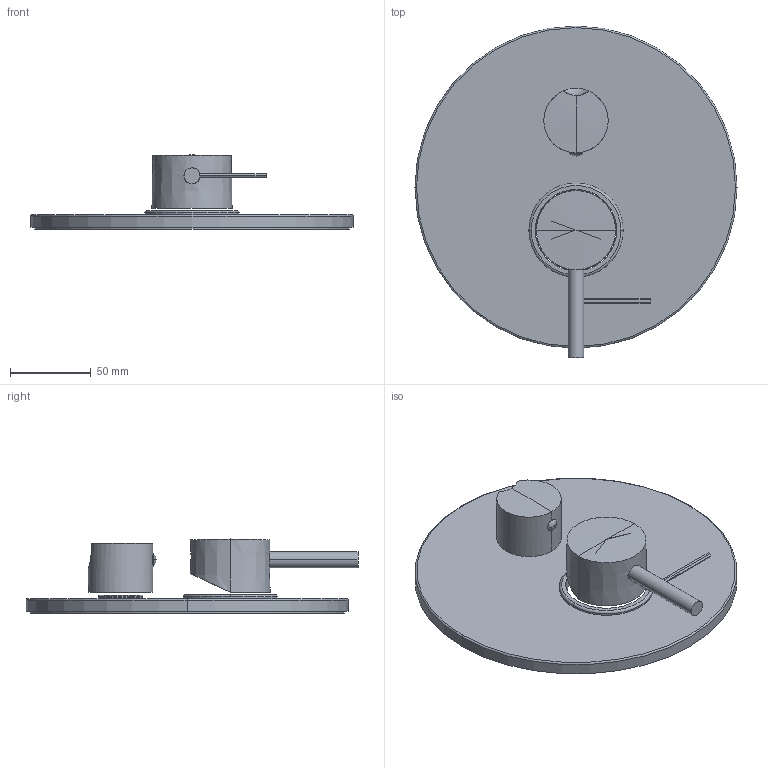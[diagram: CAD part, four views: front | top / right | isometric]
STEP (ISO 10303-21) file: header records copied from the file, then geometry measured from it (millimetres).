
FILE_DESCRIPTION((''),'2;1');
FILE_NAME('SK018CREST_ASM','2021-02-02T15:41:46',('stefano.gianpani'),('PAFFONI SpA'),'CREO PARAMETRIC BY PTC INC, 2020044','CREO PARAMETRIC BY PTC INC, 2020044','');
FILE_SCHEMA(('CONFIG_CONTROL_DESIGN','SHAPE_APPEARANCE_LAYERS_GROUPS'));
Length unit declared in the file: millimetre
Products named in the file (12): 1000154ZCR; 2051052GR; 2041392GR; 2041638GR; 4061154CR_AF0; 2091129-F; 2091180; 2091267; 2042486GR; 2041560GR; 2091105CRN; SK018CREST_ASM
Assembly tree (11 placements, depth 2):
  SK018CREST_ASM
    1000154ZCR
    2051052GR
    2041392GR
    2041638GR
    4061154CR_AF0
    2091129-F
    2091180
    2091267
    2042486GR
    2041560GR
    2091105CRN
Bounding box: 200 x 206.1 x 46 mm (x, y, z)
Volume: 187382.3 mm3; surface area: 135746.9 mm2
Topology: 11 solids, 16 shells, 237 faces, 552 edges, 346 vertices
Faces by surface type: plane 100, cylinder 76, cone 40, torus 18, sphere 3
Entity records: 9231 total; most frequent: CARTESIAN_POINT 1680, DIRECTION 1267, ORIENTED_EDGE 1064, PRESENTATION_STYLE_ASSIGNMENT 559, STYLED_ITEM 559, CURVE_STYLE 544, EDGE_CURVE 544, AXIS2_PLACEMENT_3D 504
